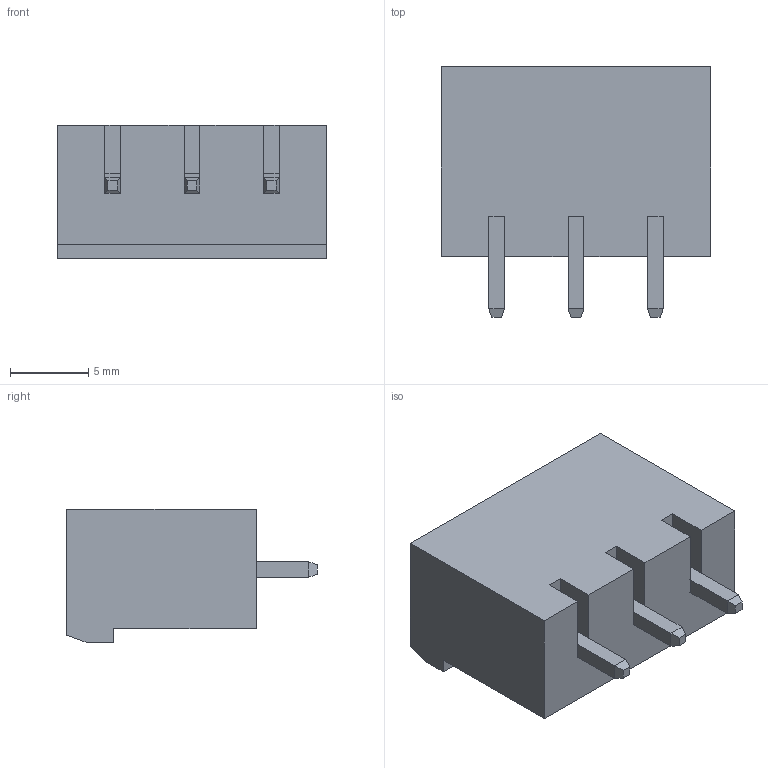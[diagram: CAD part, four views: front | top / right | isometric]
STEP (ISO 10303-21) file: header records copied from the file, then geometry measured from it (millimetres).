
FILE_DESCRIPTION (( 'STEP AP214' ), '1' );
FILE_NAME ('1755749.STEP', '2024-03-12T14:14:24', ( '' ), ( '' ), 'SwSTEP 2.0', 'SolidWorks 2021', '' );
FILE_SCHEMA (( 'AUTOMOTIVE_DESIGN' ));
Length unit declared in the file: millimetre
Products named in the file (3): Pin; MSTBVA 2,5_xx-G-5,08 green_3; 1755749
Assembly tree (4 placements, depth 2):
  1755749
    MSTBVA 2,5_xx-G-5,08 green_3
    Pin  x3
Bounding box: 17.24 x 16.05 x 8.57 mm (x, y, z)
Volume: 862.5 mm3; surface area: 1544.1 mm2
Topology: 4 solids, 4 shells, 175 faces, 469 edges, 300 vertices
Faces by surface type: plane 139, cylinder 29, cone 7
Entity records: 4828 total; most frequent: CARTESIAN_POINT 835, ORIENTED_EDGE 826, DIRECTION 800, EDGE_CURVE 413, LINE 334, VECTOR 334, VERTEX_POINT 268, AXIS2_PLACEMENT_3D 233
